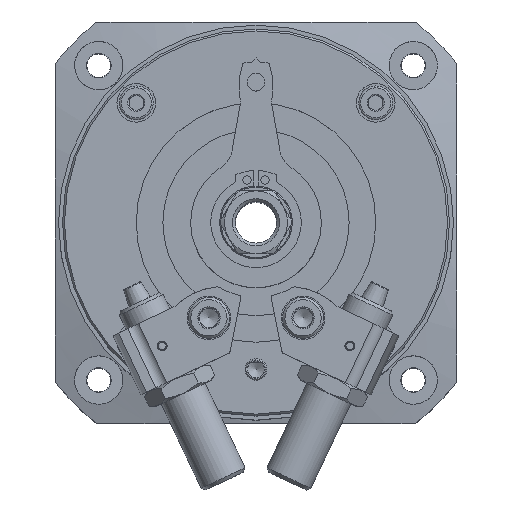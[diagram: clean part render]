
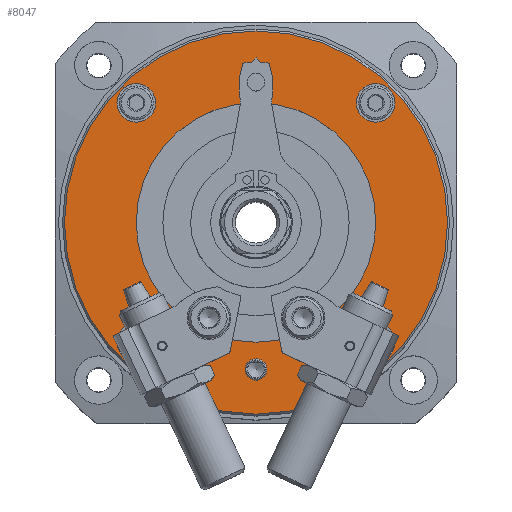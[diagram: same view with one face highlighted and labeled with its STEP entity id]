
A CAD part, top view. The second image highlights one B-rep face of the part: STEP entity #8047.
In plain terms, the highlighted planar face has unit normal (0, 0, 1).
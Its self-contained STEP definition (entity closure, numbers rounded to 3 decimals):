
#119=PLANE('',#8600);
#1313=ORIENTED_EDGE('',*,*,#2959,.F.);
#1314=ORIENTED_EDGE('',*,*,#2960,.T.);
#1315=ORIENTED_EDGE('',*,*,#2902,.T.);
#1316=ORIENTED_EDGE('',*,*,#2961,.T.);
#1317=ORIENTED_EDGE('',*,*,#2962,.T.);
#1318=ORIENTED_EDGE('',*,*,#2963,.T.);
#1319=ORIENTED_EDGE('',*,*,#2964,.T.);
#1320=ORIENTED_EDGE('',*,*,#2965,.T.);
#2902=EDGE_CURVE('',#3743,#3742,#4388,.T.);
#2959=EDGE_CURVE('',#3791,#3791,#4421,.T.);
#2960=EDGE_CURVE('',#3742,#3743,#4422,.T.);
#2961=EDGE_CURVE('',#3792,#3792,#4423,.T.);
#2962=EDGE_CURVE('',#3793,#3793,#4424,.T.);
#2963=EDGE_CURVE('',#3794,#3794,#4425,.T.);
#2964=EDGE_CURVE('',#3795,#3795,#4426,.T.);
#2965=EDGE_CURVE('',#3796,#3796,#4427,.T.);
#3742=VERTEX_POINT('',#11642);
#3743=VERTEX_POINT('',#11644);
#3791=VERTEX_POINT('',#11850);
#3792=VERTEX_POINT('',#11854);
#3793=VERTEX_POINT('',#11856);
#3794=VERTEX_POINT('',#11858);
#3795=VERTEX_POINT('',#11860);
#3796=VERTEX_POINT('',#11862);
#4388=CIRCLE('',#8546,2.25);
#4421=CIRCLE('',#8599,39.6);
#4422=CIRCLE('',#8601,2.25);
#4423=CIRCLE('',#8602,4.);
#4424=CIRCLE('',#8603,4.);
#4425=CIRCLE('',#8604,4.);
#4426=CIRCLE('',#8605,4.);
#4427=CIRCLE('',#8606,24.75);
#4847=EDGE_LOOP('',(#1313));
#4848=EDGE_LOOP('',(#1314,#1315));
#4849=EDGE_LOOP('',(#1316));
#4850=EDGE_LOOP('',(#1317));
#4851=EDGE_LOOP('',(#1318));
#4852=EDGE_LOOP('',(#1319));
#4853=EDGE_LOOP('',(#1320));
#5621=FACE_BOUND('',#4847,.T.);
#5622=FACE_BOUND('',#4848,.T.);
#5623=FACE_BOUND('',#4849,.T.);
#5624=FACE_BOUND('',#4850,.T.);
#5625=FACE_BOUND('',#4851,.T.);
#5626=FACE_BOUND('',#4852,.T.);
#5627=FACE_BOUND('',#4853,.T.);
#8047=ADVANCED_FACE('',(#5621,#5622,#5623,#5624,#5625,#5626,#5627),#119,
 .F.);
#8546=AXIS2_PLACEMENT_3D('',#11643,#9457,#9458);
#8599=AXIS2_PLACEMENT_3D('',#11849,#9578,#9579);
#8600=AXIS2_PLACEMENT_3D('',#11851,#9580,#9581);
#8601=AXIS2_PLACEMENT_3D('',#11852,#9582,#9583);
#8602=AXIS2_PLACEMENT_3D('',#11853,#9584,#9585);
#8603=AXIS2_PLACEMENT_3D('',#11855,#9586,#9587);
#8604=AXIS2_PLACEMENT_3D('',#11857,#9588,#9589);
#8605=AXIS2_PLACEMENT_3D('',#11859,#9590,#9591);
#8606=AXIS2_PLACEMENT_3D('',#11861,#9592,#9593);
#9457=DIRECTION('',(0.,0.,-1.));
#9458=DIRECTION('',(-1.,0.,0.));
#9578=DIRECTION('',(0.,0.,-1.));
#9579=DIRECTION('',(-1.,0.,0.));
#9580=DIRECTION('',(0.,0.,-1.));
#9581=DIRECTION('',(-1.,0.,0.));
#9582=DIRECTION('',(0.,0.,-1.));
#9583=DIRECTION('',(-1.,0.,0.));
#9584=DIRECTION('',(0.,0.,-1.));
#9585=DIRECTION('',(-1.,0.,0.));
#9586=DIRECTION('',(0.,0.,-1.));
#9587=DIRECTION('',(-1.,0.,0.));
#9588=DIRECTION('',(0.,0.,-1.));
#9589=DIRECTION('',(-1.,0.,0.));
#9590=DIRECTION('',(0.,0.,-1.));
#9591=DIRECTION('',(-1.,0.,0.));
#9592=DIRECTION('',(0.,0.,-1.));
#9593=DIRECTION('',(-1.,0.,0.));
#11642=CARTESIAN_POINT('',(-2.216,-29.969,0.));
#11643=CARTESIAN_POINT('',(0.,-30.36,0.));
#11644=CARTESIAN_POINT('',(-2.216,-30.751,0.));
#11849=CARTESIAN_POINT('',(0.,0.,0.));
#11850=CARTESIAN_POINT('',(-39.6,0.,0.));
#11851=CARTESIAN_POINT('',(0.,24.75,0.));
#11852=CARTESIAN_POINT('',(0.,-30.36,0.));
#11853=CARTESIAN_POINT('',(-24.749,24.749,0.));
#11854=CARTESIAN_POINT('',(-28.749,24.749,0.));
#11855=CARTESIAN_POINT('',(-24.749,-24.749,0.));
#11856=CARTESIAN_POINT('',(-28.749,-24.749,0.));
#11857=CARTESIAN_POINT('',(24.749,-24.749,0.));
#11858=CARTESIAN_POINT('',(20.749,-24.749,0.));
#11859=CARTESIAN_POINT('',(24.749,24.749,0.));
#11860=CARTESIAN_POINT('',(20.749,24.749,0.));
#11861=CARTESIAN_POINT('',(0.,0.,0.));
#11862=CARTESIAN_POINT('',(-24.75,0.,0.));
